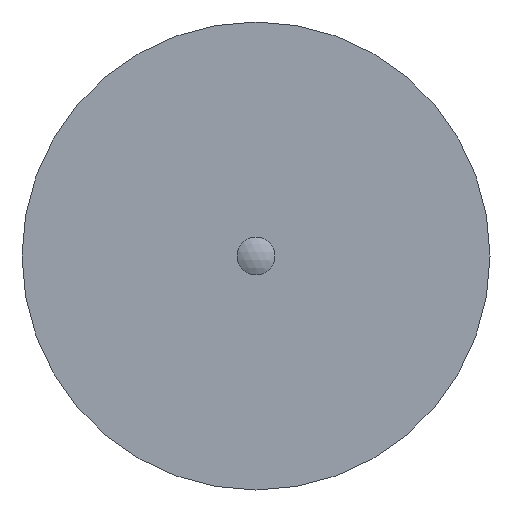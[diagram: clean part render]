
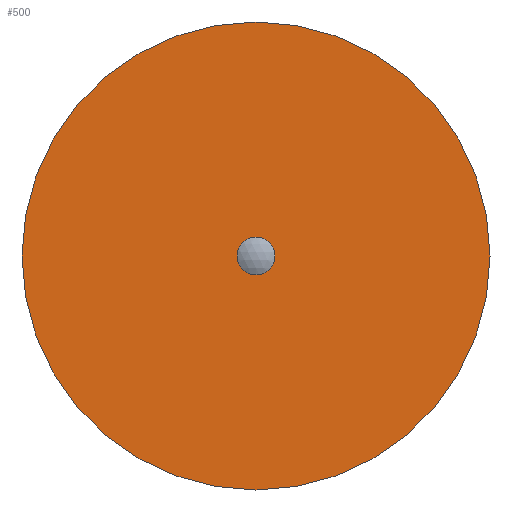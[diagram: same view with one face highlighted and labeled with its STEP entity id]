
A CAD part, front view. The second image highlights one B-rep face of the part: STEP entity #500.
In plain terms, the highlighted planar face has unit normal (0, -1, 0).
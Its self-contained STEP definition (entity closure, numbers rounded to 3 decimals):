
#20=FACE_BOUND('',#86,.T.);
#28=PLANE('',#576);
#54=FACE_OUTER_BOUND('',#85,.T.);
#85=EDGE_LOOP('',(#376,#377));
#86=EDGE_LOOP('',(#378,#379));
#165=CIRCLE('',#574,75.5);
#166=CIRCLE('',#575,75.5);
#167=CIRCLE('',#577,4.05);
#168=CIRCLE('',#578,4.05);
#218=VERTEX_POINT('',#867);
#219=VERTEX_POINT('',#868);
#220=VERTEX_POINT('',#873);
#221=VERTEX_POINT('',#874);
#277=EDGE_CURVE('',#218,#219,#165,.T.);
#278=EDGE_CURVE('',#219,#218,#166,.T.);
#280=EDGE_CURVE('',#220,#221,#167,.T.);
#281=EDGE_CURVE('',#221,#220,#168,.T.);
#376=ORIENTED_EDGE('',*,*,#277,.T.);
#377=ORIENTED_EDGE('',*,*,#278,.T.);
#378=ORIENTED_EDGE('',*,*,#280,.F.);
#379=ORIENTED_EDGE('',*,*,#281,.F.);
#500=ADVANCED_FACE('',(#54,#20),#28,.T.);
#574=AXIS2_PLACEMENT_3D('',#869,#701,#702);
#575=AXIS2_PLACEMENT_3D('',#870,#703,#704);
#576=AXIS2_PLACEMENT_3D('',#872,#706,#707);
#577=AXIS2_PLACEMENT_3D('',#875,#708,#709);
#578=AXIS2_PLACEMENT_3D('',#876,#710,#711);
#701=DIRECTION('center_axis',(0.,-1.,0.));
#702=DIRECTION('ref_axis',(1.,0.,0.));
#703=DIRECTION('center_axis',(0.,-1.,0.));
#704=DIRECTION('ref_axis',(1.,0.,0.));
#706=DIRECTION('center_axis',(0.,-1.,0.));
#707=DIRECTION('ref_axis',(0.,0.,-1.));
#708=DIRECTION('center_axis',(0.,-1.,0.));
#709=DIRECTION('ref_axis',(1.,0.,0.));
#710=DIRECTION('center_axis',(0.,-1.,0.));
#711=DIRECTION('ref_axis',(1.,0.,0.));
#867=CARTESIAN_POINT('',(75.5,0.,0.));
#868=CARTESIAN_POINT('',(-75.5,0.,0.));
#869=CARTESIAN_POINT('Origin',(0.,0.,0.));
#870=CARTESIAN_POINT('Origin',(0.,0.,0.));
#872=CARTESIAN_POINT('Origin',(4.05,0.,0.));
#873=CARTESIAN_POINT('',(4.05,0.,0.));
#874=CARTESIAN_POINT('',(-4.05,0.,0.));
#875=CARTESIAN_POINT('Origin',(0.,0.,0.));
#876=CARTESIAN_POINT('Origin',(0.,0.,0.));
